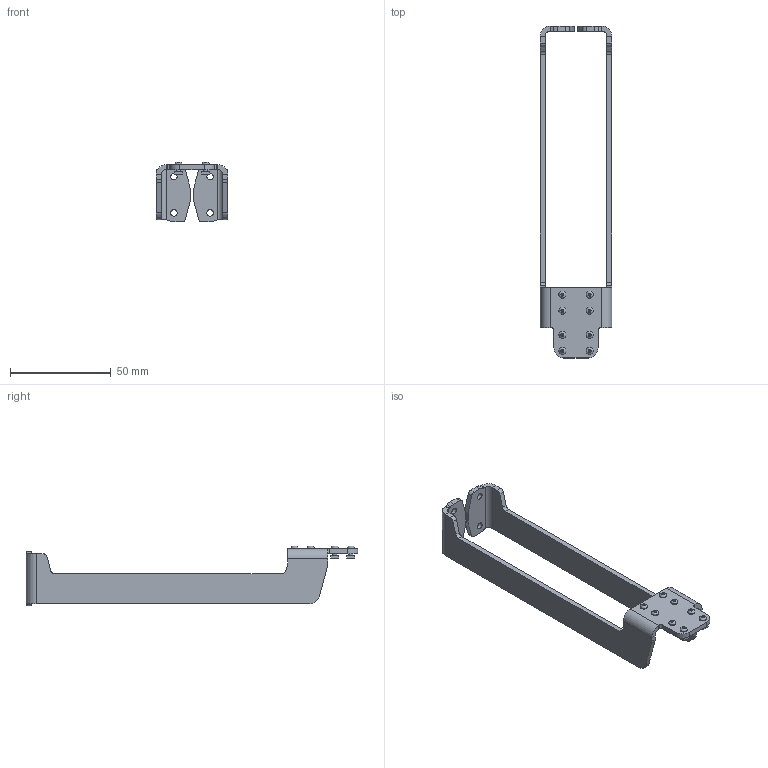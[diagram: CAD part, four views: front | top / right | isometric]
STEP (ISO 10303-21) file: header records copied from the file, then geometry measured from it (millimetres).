
FILE_DESCRIPTION(/* description */ (''),/* implementation_level */ '2;1');
FILE_NAME(/* name */ 'CAD_108239.stp',/* time_stamp */ '2021-01-19T10:07:39+01:00',/* author */ ('Hypex'),/* organization */ ('Hypex'),/* preprocessor_version */ 'ST-DEVELOPER v18',/* originating_system */ 'Autodesk Inventor 2020',/* authorisation */ '');
FILE_SCHEMA (('AUTOMOTIVE_DESIGN { 1 0 10303 214 3 1 1 }'));
Length unit declared in the file: millimetre
Products named in the file (1): CAD_108239
Bounding box: 35.5 x 165 x 29.8 mm (x, y, z)
Volume: 16684.9 mm3; surface area: 16088 mm2
Topology: 1 solids, 1 shells, 368 faces, 1014 edges, 680 vertices
Faces by surface type: plane 214, cylinder 114, cone 24, torus 8, bspline 8
Full cylindrical faces by diameter (mm): 2 x8, 2.4 x8, 3.242 x4, 3.5 x8
Entity records: 12973 total; most frequent: CARTESIAN_POINT 3279, ORIENTED_EDGE 2012, DIRECTION 1880, EDGE_CURVE 1006, VERTEX_POINT 680, AXIS2_PLACEMENT_3D 665, LINE 550, VECTOR 550
